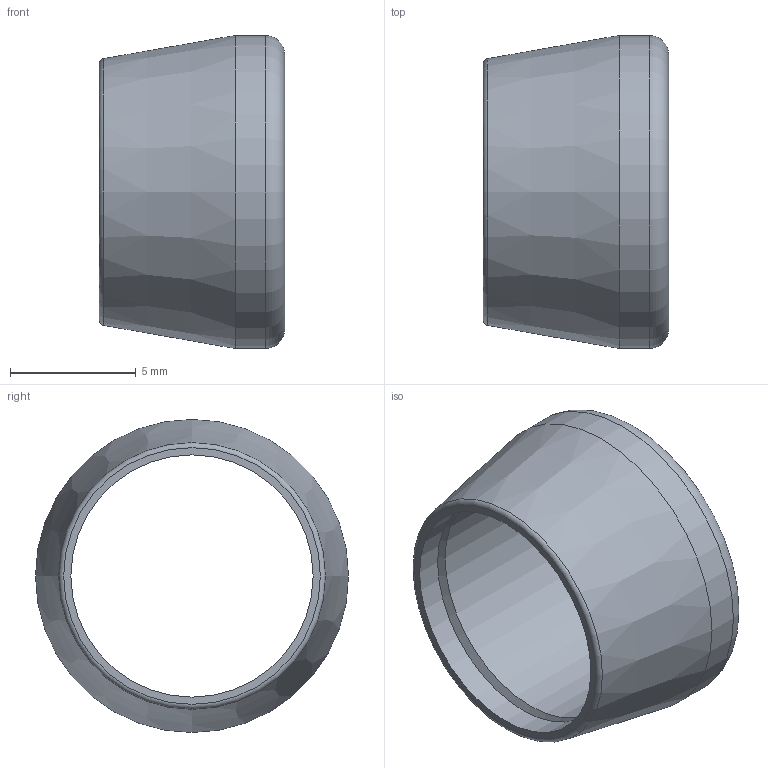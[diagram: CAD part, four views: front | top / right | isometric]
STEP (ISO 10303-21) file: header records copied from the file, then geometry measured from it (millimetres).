
FILE_DESCRIPTION((''),'2;1');
FILE_NAME('310169-ZF6S6 Ferrule.stp','2008-08-07T17:15:33',('Franzp'),(''),'Autodesk Inventor 2008','Autodesk Inventor 2008','');
FILE_SCHEMA(('AUTOMOTIVE_DESIGN { 1 0 10303 214 1 1 1 1 }'));
Length unit declared in the file: millimetre
Products named in the file (1): 310169
Bounding box: 7.37 x 12.45 x 12.45 mm (x, y, z)
Volume: 256.7 mm3; surface area: 557.5 mm2
Topology: 1 solids, 1 shells, 11 faces, 22 edges, 13 vertices
Faces by surface type: cone 4, bspline 2, plane 2, torus 2, cylinder 1
Full cylindrical faces by diameter (mm): 12.446 x1
Entity records: 280 total; most frequent: CARTESIAN_POINT 68, DIRECTION 42, ORIENTED_EDGE 22, EDGE_LOOP 22, AXIS2_PLACEMENT_3D 21, VERTEX_POINT 11, CIRCLE 11, EDGE_CURVE 11
